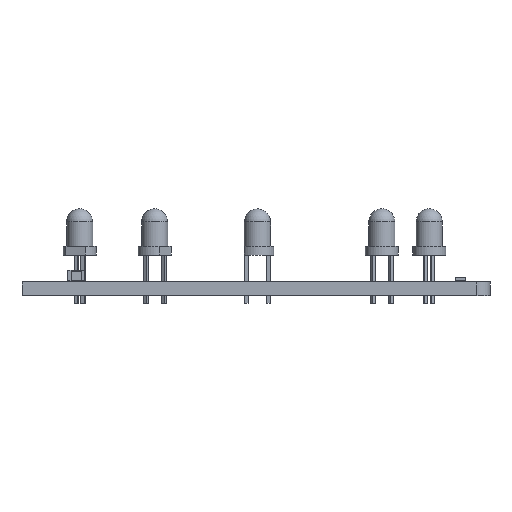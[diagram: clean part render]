
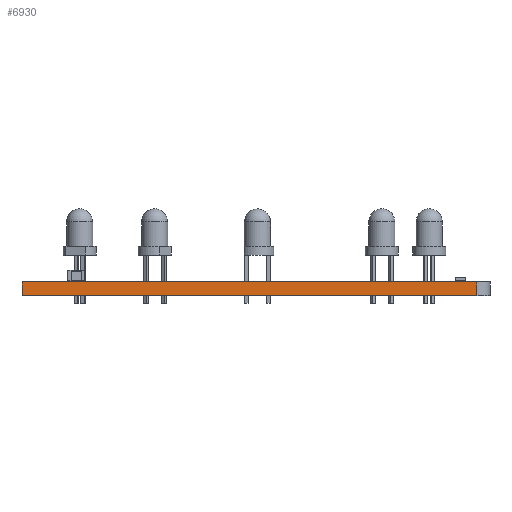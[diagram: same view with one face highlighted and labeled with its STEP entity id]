
A CAD part, front view. The second image highlights one B-rep face of the part: STEP entity #6930.
In plain terms, the highlighted planar face has unit normal (0, -1, 0).
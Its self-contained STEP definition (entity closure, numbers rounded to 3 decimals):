
#5207 = PLANE('',#5208);
#5208 = AXIS2_PLACEMENT_3D('',#5209,#5210,#5211);
#5209 = CARTESIAN_POINT('',(105.745,-86.331,1.6));
#5210 = DIRECTION('',(0.,0.,1.));
#5211 = DIRECTION('',(1.,0.,0.));
#5262 = PLANE('',#5263);
#5263 = AXIS2_PLACEMENT_3D('',#5264,#5265,#5266);
#5264 = CARTESIAN_POINT('',(105.745,-86.331,0.));
#5265 = DIRECTION('',(0.,0.,1.));
#5266 = DIRECTION('',(1.,0.,0.));
#5483 = VERTEX_POINT('',#5484);
#5484 = CARTESIAN_POINT('',(78.79,-112.6,0.));
#5498 = PLANE('',#5499);
#5499 = AXIS2_PLACEMENT_3D('',#5500,#5501,#5502);
#5500 = CARTESIAN_POINT('',(78.8,-101.1,0.));
#5501 = DIRECTION('',(1.,-0.001,0.));
#5502 = DIRECTION('',(-0.001,-1.,0.));
#5510 = EDGE_CURVE('',#5483,#5511,#5513,.T.);
#5511 = VERTEX_POINT('',#5512);
#5512 = CARTESIAN_POINT('',(130.85,-112.6,0.));
#5513 = SURFACE_CURVE('',#5514,(#5518,#5525),.PCURVE_S1.);
#5514 = LINE('',#5515,#5516);
#5515 = CARTESIAN_POINT('',(78.79,-112.6,0.));
#5516 = VECTOR('',#5517,1.);
#5517 = DIRECTION('',(1.,0.,0.));
#5518 = PCURVE('',#5262,#5519);
#5519 = DEFINITIONAL_REPRESENTATION('',(#5520),#5524);
#5520 = LINE('',#5521,#5522);
#5521 = CARTESIAN_POINT('',(-26.955,-26.269));
#5522 = VECTOR('',#5523,1.);
#5523 = DIRECTION('',(1.,0.));
#5524 = ( GEOMETRIC_REPRESENTATION_CONTEXT(2) 
PARAMETRIC_REPRESENTATION_CONTEXT() REPRESENTATION_CONTEXT('2D SPACE',''
  ) );
#5525 = PCURVE('',#5526,#5531);
#5526 = PLANE('',#5527);
#5527 = AXIS2_PLACEMENT_3D('',#5528,#5529,#5530);
#5528 = CARTESIAN_POINT('',(78.79,-112.6,0.));
#5529 = DIRECTION('',(0.,1.,0.));
#5530 = DIRECTION('',(1.,0.,0.));
#5531 = DEFINITIONAL_REPRESENTATION('',(#5532),#5536);
#5532 = LINE('',#5533,#5534);
#5533 = CARTESIAN_POINT('',(0.,0.));
#5534 = VECTOR('',#5535,1.);
#5535 = DIRECTION('',(1.,0.));
#5536 = ( GEOMETRIC_REPRESENTATION_CONTEXT(2) 
PARAMETRIC_REPRESENTATION_CONTEXT() REPRESENTATION_CONTEXT('2D SPACE',''
  ) );
#5555 = CYLINDRICAL_SURFACE('',#5556,1.5);
#5556 = AXIS2_PLACEMENT_3D('',#5557,#5558,#5559);
#5557 = CARTESIAN_POINT('',(130.85,-111.1,0.));
#5558 = DIRECTION('',(0.,0.,-1.));
#5559 = DIRECTION('',(1.,0.,0.));
#6191 = VERTEX_POINT('',#6192);
#6192 = CARTESIAN_POINT('',(78.79,-112.6,1.6));
#6213 = EDGE_CURVE('',#6191,#6214,#6216,.T.);
#6214 = VERTEX_POINT('',#6215);
#6215 = CARTESIAN_POINT('',(130.85,-112.6,1.6));
#6216 = SURFACE_CURVE('',#6217,(#6221,#6228),.PCURVE_S1.);
#6217 = LINE('',#6218,#6219);
#6218 = CARTESIAN_POINT('',(78.79,-112.6,1.6));
#6219 = VECTOR('',#6220,1.);
#6220 = DIRECTION('',(1.,0.,0.));
#6221 = PCURVE('',#5207,#6222);
#6222 = DEFINITIONAL_REPRESENTATION('',(#6223),#6227);
#6223 = LINE('',#6224,#6225);
#6224 = CARTESIAN_POINT('',(-26.955,-26.269));
#6225 = VECTOR('',#6226,1.);
#6226 = DIRECTION('',(1.,0.));
#6227 = ( GEOMETRIC_REPRESENTATION_CONTEXT(2) 
PARAMETRIC_REPRESENTATION_CONTEXT() REPRESENTATION_CONTEXT('2D SPACE',''
  ) );
#6228 = PCURVE('',#5526,#6229);
#6229 = DEFINITIONAL_REPRESENTATION('',(#6230),#6234);
#6230 = LINE('',#6231,#6232);
#6231 = CARTESIAN_POINT('',(0.,-1.6));
#6232 = VECTOR('',#6233,1.);
#6233 = DIRECTION('',(1.,0.));
#6234 = ( GEOMETRIC_REPRESENTATION_CONTEXT(2) 
PARAMETRIC_REPRESENTATION_CONTEXT() REPRESENTATION_CONTEXT('2D SPACE',''
  ) );
#6882 = EDGE_CURVE('',#5483,#6191,#6883,.T.);
#6883 = SURFACE_CURVE('',#6884,(#6888,#6895),.PCURVE_S1.);
#6884 = LINE('',#6885,#6886);
#6885 = CARTESIAN_POINT('',(78.79,-112.6,0.));
#6886 = VECTOR('',#6887,1.);
#6887 = DIRECTION('',(0.,0.,1.));
#6888 = PCURVE('',#5498,#6889);
#6889 = DEFINITIONAL_REPRESENTATION('',(#6890),#6894);
#6890 = LINE('',#6891,#6892);
#6891 = CARTESIAN_POINT('',(11.5,0.));
#6892 = VECTOR('',#6893,1.);
#6893 = DIRECTION('',(0.,-1.));
#6894 = ( GEOMETRIC_REPRESENTATION_CONTEXT(2) 
PARAMETRIC_REPRESENTATION_CONTEXT() REPRESENTATION_CONTEXT('2D SPACE',''
  ) );
#6895 = PCURVE('',#5526,#6896);
#6896 = DEFINITIONAL_REPRESENTATION('',(#6897),#6901);
#6897 = LINE('',#6898,#6899);
#6898 = CARTESIAN_POINT('',(0.,0.));
#6899 = VECTOR('',#6900,1.);
#6900 = DIRECTION('',(0.,-1.));
#6901 = ( GEOMETRIC_REPRESENTATION_CONTEXT(2) 
PARAMETRIC_REPRESENTATION_CONTEXT() REPRESENTATION_CONTEXT('2D SPACE',''
  ) );
#6930 = ADVANCED_FACE('',(#6931),#5526,.F.);
#6931 = FACE_BOUND('',#6932,.F.);
#6932 = EDGE_LOOP('',(#6933,#6934,#6935,#6956));
#6933 = ORIENTED_EDGE('',*,*,#6882,.T.);
#6934 = ORIENTED_EDGE('',*,*,#6213,.T.);
#6935 = ORIENTED_EDGE('',*,*,#6936,.F.);
#6936 = EDGE_CURVE('',#5511,#6214,#6937,.T.);
#6937 = SURFACE_CURVE('',#6938,(#6942,#6949),.PCURVE_S1.);
#6938 = LINE('',#6939,#6940);
#6939 = CARTESIAN_POINT('',(130.85,-112.6,0.));
#6940 = VECTOR('',#6941,1.);
#6941 = DIRECTION('',(0.,0.,1.));
#6942 = PCURVE('',#5526,#6943);
#6943 = DEFINITIONAL_REPRESENTATION('',(#6944),#6948);
#6944 = LINE('',#6945,#6946);
#6945 = CARTESIAN_POINT('',(52.06,0.));
#6946 = VECTOR('',#6947,1.);
#6947 = DIRECTION('',(0.,-1.));
#6948 = ( GEOMETRIC_REPRESENTATION_CONTEXT(2) 
PARAMETRIC_REPRESENTATION_CONTEXT() REPRESENTATION_CONTEXT('2D SPACE',''
  ) );
#6949 = PCURVE('',#5555,#6950);
#6950 = DEFINITIONAL_REPRESENTATION('',(#6951),#6955);
#6951 = LINE('',#6952,#6953);
#6952 = CARTESIAN_POINT('',(-4.712,0.));
#6953 = VECTOR('',#6954,1.);
#6954 = DIRECTION('',(0.,-1.));
#6955 = ( GEOMETRIC_REPRESENTATION_CONTEXT(2) 
PARAMETRIC_REPRESENTATION_CONTEXT() REPRESENTATION_CONTEXT('2D SPACE',''
  ) );
#6956 = ORIENTED_EDGE('',*,*,#5510,.F.);
